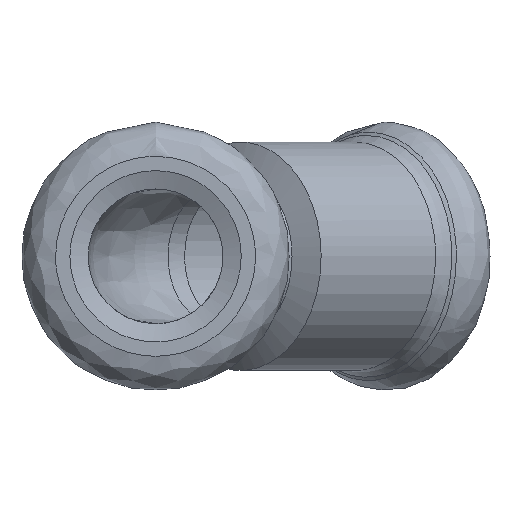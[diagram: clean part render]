
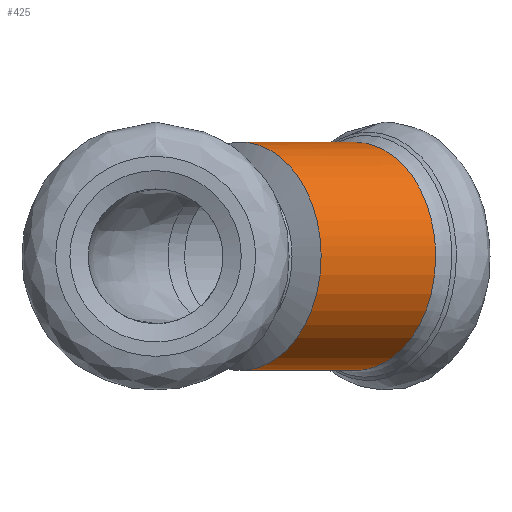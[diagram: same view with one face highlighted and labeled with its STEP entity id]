
A CAD part, left-side view. The second image highlights one B-rep face of the part: STEP entity #425.
In plain terms, the highlighted free-form (B-spline) face has degree [1, 2] with [2, 9] control points.
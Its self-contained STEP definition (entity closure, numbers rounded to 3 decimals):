
#366 = VERTEX_POINT('',#367);
#367 = CARTESIAN_POINT('',(48.951,-17.451,10.));
#373 = EDGE_CURVE('',#366,#374,#376,.T.);
#374 = VERTEX_POINT('',#375);
#375 = CARTESIAN_POINT('',(41.88,-24.522,0.));
#376 = ( BOUNDED_CURVE() B_SPLINE_CURVE(2,(#377,#378,#379),
.UNSPECIFIED.,.F.,.F.) B_SPLINE_CURVE_WITH_KNOTS((3,3),(1.571,
3.142),.PIECEWISE_BEZIER_KNOTS.) CURVE() 
GEOMETRIC_REPRESENTATION_ITEM() RATIONAL_B_SPLINE_CURVE((1.,
0.707,1.)) REPRESENTATION_ITEM('') );
#377 = CARTESIAN_POINT('',(48.951,-17.451,10.));
#378 = CARTESIAN_POINT('',(41.88,-24.522,10.));
#379 = CARTESIAN_POINT('',(41.88,-24.522,
    0.));
#381 = EDGE_CURVE('',#374,#382,#384,.T.);
#382 = VERTEX_POINT('',#383);
#383 = CARTESIAN_POINT('',(56.022,-10.38,0.));
#384 = ( BOUNDED_CURVE() B_SPLINE_CURVE(2,(#385,#386,#387,#388,#389),
.UNSPECIFIED.,.F.,.F.) B_SPLINE_CURVE_WITH_KNOTS((3,2,3),(3.142,
4.712,6.283),.PIECEWISE_BEZIER_KNOTS.) CURVE() 
GEOMETRIC_REPRESENTATION_ITEM() RATIONAL_B_SPLINE_CURVE((1.,
0.707,1.,0.707,1.)) REPRESENTATION_ITEM('') );
#385 = CARTESIAN_POINT('',(41.88,-24.522,
    0.));
#386 = CARTESIAN_POINT('',(41.88,-24.522,-10.));
#387 = CARTESIAN_POINT('',(48.951,-17.451,-10.));
#388 = CARTESIAN_POINT('',(56.022,-10.38,-10.));
#389 = CARTESIAN_POINT('',(56.022,-10.38,
    0.));
#391 = EDGE_CURVE('',#382,#366,#392,.T.);
#392 = ( BOUNDED_CURVE() B_SPLINE_CURVE(2,(#393,#394,#395),
.UNSPECIFIED.,.F.,.F.) B_SPLINE_CURVE_WITH_KNOTS((3,3),(0.,
1.571),.PIECEWISE_BEZIER_KNOTS.) CURVE() 
GEOMETRIC_REPRESENTATION_ITEM() RATIONAL_B_SPLINE_CURVE((1.,
0.707,1.)) REPRESENTATION_ITEM('') );
#393 = CARTESIAN_POINT('',(56.022,-10.38,0.));
#394 = CARTESIAN_POINT('',(56.022,-10.38,10.));
#395 = CARTESIAN_POINT('',(48.951,-17.451,10.));
#425 = ADVANCED_FACE('',(#426),#457,.T.);
#426 = FACE_BOUND('',#427,.T.);
#427 = EDGE_LOOP('',(#428,#440,#445,#446,#447,#448,#449));
#428 = ORIENTED_EDGE('',*,*,#429,.T.);
#429 = EDGE_CURVE('',#430,#432,#434,.T.);
#430 = VERTEX_POINT('',#431);
#431 = CARTESIAN_POINT('',(45.996,-0.354,0.));
#432 = VERTEX_POINT('',#433);
#433 = CARTESIAN_POINT('',(31.854,-14.496,0.));
#434 = ( BOUNDED_CURVE() B_SPLINE_CURVE(2,(#435,#436,#437,#438,#439),
.UNSPECIFIED.,.F.,.F.) B_SPLINE_CURVE_WITH_KNOTS((3,2,3),(0.,
1.571,3.142),.UNSPECIFIED.) CURVE() 
GEOMETRIC_REPRESENTATION_ITEM() RATIONAL_B_SPLINE_CURVE((1.,
0.707,1.,0.707,1.)) REPRESENTATION_ITEM('') );
#435 = CARTESIAN_POINT('',(45.996,-0.354,0.));
#436 = CARTESIAN_POINT('',(45.996,-0.354,10.));
#437 = CARTESIAN_POINT('',(38.925,-7.425,10.));
#438 = CARTESIAN_POINT('',(31.854,-14.496,10.));
#439 = CARTESIAN_POINT('',(31.854,-14.496,
    0.));
#440 = ORIENTED_EDGE('',*,*,#441,.T.);
#441 = EDGE_CURVE('',#432,#374,#442,.T.);
#442 = B_SPLINE_CURVE_WITH_KNOTS('',1,(#443,#444),.UNSPECIFIED.,.F.,.F.,
  (2,2),(-0.709,0.709),.PIECEWISE_BEZIER_KNOTS.);
#443 = CARTESIAN_POINT('',(31.854,-14.496,0.));
#444 = CARTESIAN_POINT('',(41.88,-24.522,0.));
#445 = ORIENTED_EDGE('',*,*,#373,.F.);
#446 = ORIENTED_EDGE('',*,*,#391,.F.);
#447 = ORIENTED_EDGE('',*,*,#381,.F.);
#448 = ORIENTED_EDGE('',*,*,#441,.F.);
#449 = ORIENTED_EDGE('',*,*,#450,.T.);
#450 = EDGE_CURVE('',#432,#430,#451,.T.);
#451 = ( BOUNDED_CURVE() B_SPLINE_CURVE(2,(#452,#453,#454,#455,#456),
.UNSPECIFIED.,.F.,.F.) B_SPLINE_CURVE_WITH_KNOTS((3,2,3),(3.142,
4.712,6.283),.PIECEWISE_BEZIER_KNOTS.) CURVE() 
GEOMETRIC_REPRESENTATION_ITEM() RATIONAL_B_SPLINE_CURVE((1.,
0.707,1.,0.707,1.)) REPRESENTATION_ITEM('') );
#452 = CARTESIAN_POINT('',(31.854,-14.496,
    0.));
#453 = CARTESIAN_POINT('',(31.854,-14.496,-10.));
#454 = CARTESIAN_POINT('',(38.925,-7.425,-10.));
#455 = CARTESIAN_POINT('',(45.996,-0.354,-10.));
#456 = CARTESIAN_POINT('',(45.996,-0.354,
    0.));
#457 = ( BOUNDED_SURFACE() B_SPLINE_SURFACE(1,2,(
    (#458,#459,#460,#461,#462,#463,#464,#465,#466)
    ,(#467,#468,#469,#470,#471,#472,#473,#474,#475
)),.UNSPECIFIED.,.F.,.T.,.F.) B_SPLINE_SURFACE_WITH_KNOTS((2,2),(1,2,2,2
    ,2,2,1),(-0.709,0.709),(-4.712,
    -3.142,-1.571,0.,1.571,3.142,
4.712),.UNSPECIFIED.) GEOMETRIC_REPRESENTATION_ITEM() 
RATIONAL_B_SPLINE_SURFACE((
    (1.,0.707,1.,0.707,1.,0.707,1.
      ,0.707,1.)
    ,(1.,0.707,1.,0.707,1.,0.707,1.
,0.707,1.))) REPRESENTATION_ITEM('') SURFACE() );
#458 = CARTESIAN_POINT('',(41.88,-24.522,0.));
#459 = CARTESIAN_POINT('',(41.88,-24.522,-10.));
#460 = CARTESIAN_POINT('',(48.951,-17.451,-10.));
#461 = CARTESIAN_POINT('',(56.022,-10.38,-10.));
#462 = CARTESIAN_POINT('',(56.022,-10.38,0.));
#463 = CARTESIAN_POINT('',(56.022,-10.38,10.));
#464 = CARTESIAN_POINT('',(48.951,-17.451,10.));
#465 = CARTESIAN_POINT('',(41.88,-24.522,10.));
#466 = CARTESIAN_POINT('',(41.88,-24.522,0.));
#467 = CARTESIAN_POINT('',(31.854,-14.496,0.));
#468 = CARTESIAN_POINT('',(31.854,-14.496,-10.));
#469 = CARTESIAN_POINT('',(38.925,-7.425,-10.));
#470 = CARTESIAN_POINT('',(45.996,-0.354,-10.));
#471 = CARTESIAN_POINT('',(45.996,-0.354,0.));
#472 = CARTESIAN_POINT('',(45.996,-0.354,10.));
#473 = CARTESIAN_POINT('',(38.925,-7.425,10.));
#474 = CARTESIAN_POINT('',(31.854,-14.496,10.));
#475 = CARTESIAN_POINT('',(31.854,-14.496,0.));
